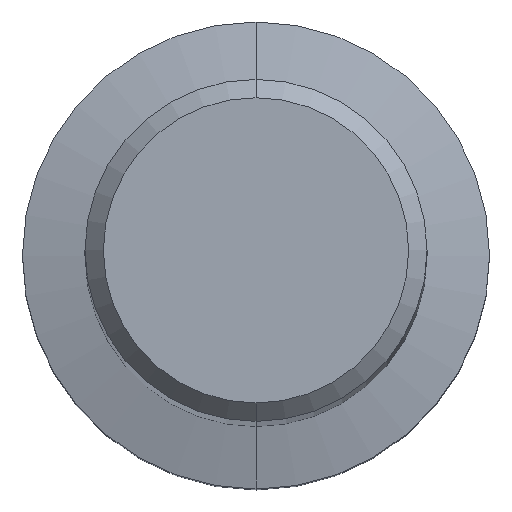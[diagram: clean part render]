
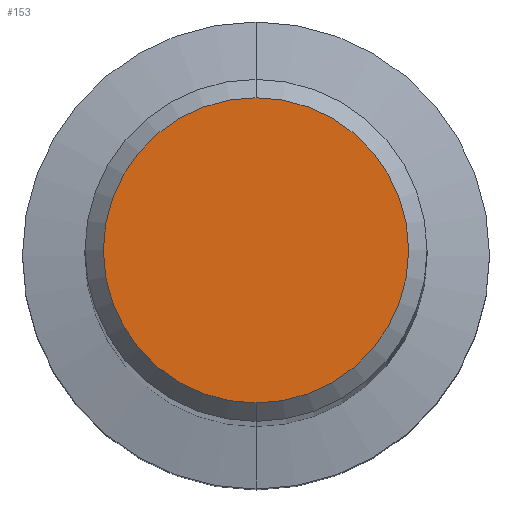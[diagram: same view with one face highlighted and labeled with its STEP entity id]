
A CAD part, top view. The second image highlights one B-rep face of the part: STEP entity #153.
In plain terms, the highlighted planar face has unit normal (0, 0, 1).
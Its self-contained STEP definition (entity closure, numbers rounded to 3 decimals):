
#153=ADVANCED_FACE('',(#356),#357,.T.);
#159=EDGE_CURVE('',#299,#233,#364,.T.);
#233=VERTEX_POINT('',#448);
#245=EDGE_CURVE('',#233,#299,#460,.T.);
#299=VERTEX_POINT('',#522);
#356=FACE_OUTER_BOUND('',#583,.T.);
#357=PLANE('',#584);
#364=CIRCLE('',#592,4.15);
#448=CARTESIAN_POINT('',(0.,-4.15,0.0));
#460=CIRCLE('',#722,4.15);
#522=CARTESIAN_POINT('',(0.0,4.15,0.0));
#583=EDGE_LOOP('',(#845,#846));
#584=AXIS2_PLACEMENT_3D('',#847,#848,#849);
#592=AXIS2_PLACEMENT_3D('',#858,#859,#860);
#722=AXIS2_PLACEMENT_3D('',#970,#971,#972);
#845=ORIENTED_EDGE('',*,*,#159,.F.);
#846=ORIENTED_EDGE('',*,*,#245,.F.);
#847=CARTESIAN_POINT('',(0.0,2.075,0.0));
#848=DIRECTION('',(-0.0,0.0,1.0));
#849=DIRECTION('',(0.0,-1.0,0.0));
#858=CARTESIAN_POINT('',(0.0,0.0,0.0));
#859=DIRECTION('',(0.0,0.0,-1.0));
#860=DIRECTION('',(0.0,1.0,0.0));
#970=CARTESIAN_POINT('',(0.0,0.0,0.0));
#971=DIRECTION('',(0.0,0.0,-1.0));
#972=DIRECTION('',(0.0,1.0,0.0));
